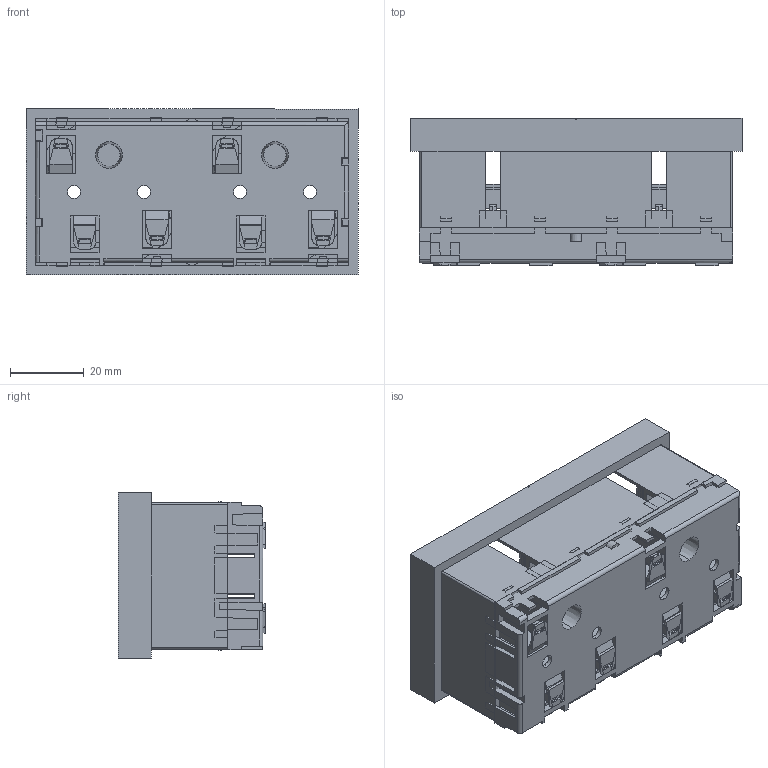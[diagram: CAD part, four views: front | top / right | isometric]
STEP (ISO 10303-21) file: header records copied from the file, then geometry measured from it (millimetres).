
FILE_DESCRIPTION (( 'STEP AP214' ), '1' );
FILE_NAME ('6120022.STEP', '2025-09-22T08:39:02', ( '' ), ( '' ), 'SwSTEP 2.0', 'SolidWorks 2024', '' );
FILE_SCHEMA (( 'AUTOMOTIVE_DESIGN' ));
Length unit declared in the file: millimetre
Products named in the file (5): 044679_Standard; 044033; 077655_Standard; 6120022; 044037
Assembly tree (5 placements, depth 3):
  6120022
    044037
    077655_Standard
      044033
      044679_Standard  x2
Bounding box: 90 x 40.05 x 45 mm (x, y, z)
Volume: 38911.8 mm3; surface area: 54899.2 mm2
Topology: 4 solids, 4 shells, 1647 faces, 4612 edges, 2948 vertices
Faces by surface type: plane 1111, cylinder 338, cone 88, bspline 74, sphere 24, torus 12
Entity records: 47020 total; most frequent: CARTESIAN_POINT 10415, ORIENTED_EDGE 8102, DIRECTION 6982, EDGE_CURVE 4051, VECTOR 3220, LINE 3220, VERTEX_POINT 2606, AXIS2_PLACEMENT_3D 1881
